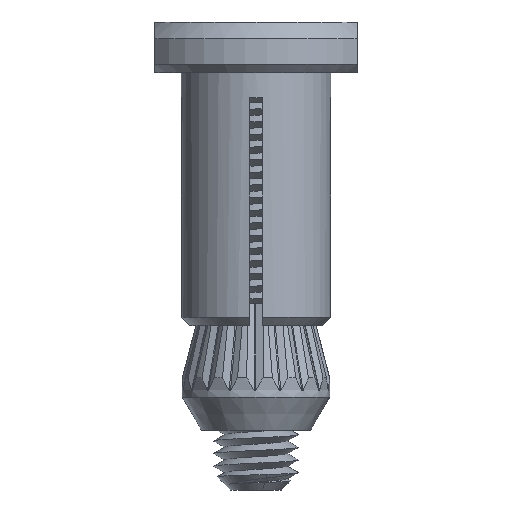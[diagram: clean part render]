
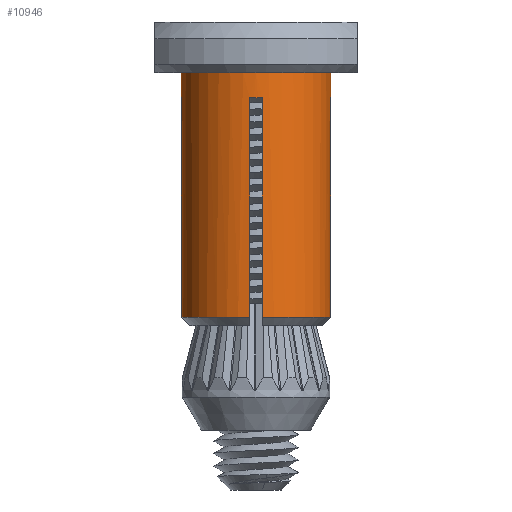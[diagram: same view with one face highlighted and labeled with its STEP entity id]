
A CAD part, front view. The second image highlights one B-rep face of the part: STEP entity #10946.
In plain terms, the highlighted cylindrical face has radius 8.875 mm (diameter 17.75 mm), a partial arc.
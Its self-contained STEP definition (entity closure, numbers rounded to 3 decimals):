
#2413 = VERTEX_POINT ( 'NONE', #6089 ) ;
#2473 = CYLINDRICAL_SURFACE ( 'NONE', #2474, 8.875 ) ;
#2474 = AXIS2_PLACEMENT_3D ( 'NONE', #2541, #2540, #2539 ) ;
#2475 = FACE_OUTER_BOUND ( 'NONE', #10947, .T. ) ;
#2476 = DIRECTION ( 'NONE',  ( 1., 0., 0. ) ) ;
#2477 = DIRECTION ( 'NONE',  ( 0., 0., 1. ) ) ;
#2478 = CARTESIAN_POINT ( 'NONE',  ( 0., 0., -6. ) ) ;
#2479 = AXIS2_PLACEMENT_3D ( 'NONE', #2478, #2477, #2476 ) ;
#2480 = CIRCLE ( 'NONE', #2479, 8.875 ) ;
#2510 = DIRECTION ( 'NONE',  ( 1., 0., 0. ) ) ;
#2511 = DIRECTION ( 'NONE',  ( 0., 0., 1. ) ) ;
#2512 = CARTESIAN_POINT ( 'NONE',  ( 0., 0., -9. ) ) ;
#2513 = AXIS2_PLACEMENT_3D ( 'NONE', #2512, #2511, #2510 ) ;
#2514 = CIRCLE ( 'NONE', #2513, 8.875 ) ;
#2515 = CARTESIAN_POINT ( 'NONE',  ( 0.75, -8.843, -9. ) ) ;
#2516 = CARTESIAN_POINT ( 'NONE',  ( -0.75, -8.843, -9. ) ) ;
#2517 = DIRECTION ( 'NONE',  ( 0., 0., 1. ) ) ;
#2518 = VECTOR ( 'NONE', #2517, 1000. ) ;
#2519 = CARTESIAN_POINT ( 'NONE',  ( -0.75, -8.843, 0. ) ) ;
#2520 = LINE ( 'NONE', #2519, #2518 ) ;
#2521 = DIRECTION ( 'NONE',  ( 1., 0., 0. ) ) ;
#2522 = DIRECTION ( 'NONE',  ( 0., 0., 1. ) ) ;
#2523 = CARTESIAN_POINT ( 'NONE',  ( 0., 0., -35. ) ) ;
#2525 = AXIS2_PLACEMENT_3D ( 'NONE', #2523, #2522, #2521 ) ;
#2526 = CIRCLE ( 'NONE', #2525, 8.875 ) ;
#2527 = CARTESIAN_POINT ( 'NONE',  ( -0.75, -8.843, -35. ) ) ;
#2528 = DIRECTION ( 'NONE',  ( 0., 0., -1. ) ) ;
#2529 = VECTOR ( 'NONE', #2528, 1000. ) ;
#2530 = CARTESIAN_POINT ( 'NONE',  ( -8.843, -0.75, 0. ) ) ;
#2531 = LINE ( 'NONE', #2530, #2529 ) ;
#2532 = CARTESIAN_POINT ( 'NONE',  ( -8.843, -0.75, -35. ) ) ;
#2534 = CARTESIAN_POINT ( 'NONE',  ( -8.843, -0.75, -9. ) ) ;
#2535 = DIRECTION ( 'NONE',  ( -1., 0., 0. ) ) ;
#2536 = DIRECTION ( 'NONE',  ( 0., 0., -1. ) ) ;
#2537 = CARTESIAN_POINT ( 'NONE',  ( 0., 0., -9. ) ) ;
#2538 = AXIS2_PLACEMENT_3D ( 'NONE', #2537, #2536, #2535 ) ;
#2539 = DIRECTION ( 'NONE',  ( 1., 0., 0. ) ) ;
#2540 = DIRECTION ( 'NONE',  ( 0., 0., 1. ) ) ;
#2541 = CARTESIAN_POINT ( 'NONE',  ( 0., 0., 0. ) ) ;
#2542 = CIRCLE ( 'NONE', #2538, 8.875 ) ;
#2568 = CARTESIAN_POINT ( 'NONE',  ( 8.843, -0.75, 0. ) ) ;
#2569 = LINE ( 'NONE', #2568, #2616 ) ;
#2615 = DIRECTION ( 'NONE',  ( 0., 0., 1. ) ) ;
#2616 = VECTOR ( 'NONE', #2615, 1000. ) ;
#6089 = CARTESIAN_POINT ( 'NONE',  ( 8.843, -0.75, -9. ) ) ;
#6637 = EDGE_CURVE ( 'NONE', #10965, #10809, #9505, .T. ) ;
#6640 = ORIENTED_EDGE ( 'NONE', *, *, #10808, .T. ) ;
#8034 = ORIENTED_EDGE ( 'NONE', *, *, #6637, .T. ) ;
#9480 = DIRECTION ( 'NONE',  ( 0., 0., -1. ) ) ;
#9481 = VECTOR ( 'NONE', #9480, 1000. ) ;
#9482 = CARTESIAN_POINT ( 'NONE',  ( 0.75, -8.843, 0. ) ) ;
#9505 = LINE ( 'NONE', #9482, #9481 ) ;
#10073 = DIRECTION ( 'NONE',  ( -1., 0., 0. ) ) ;
#10074 = DIRECTION ( 'NONE',  ( 0., 0., -1. ) ) ;
#10075 = CARTESIAN_POINT ( 'NONE',  ( 0., 0., -9. ) ) ;
#10076 = AXIS2_PLACEMENT_3D ( 'NONE', #10075, #10074, #10073 ) ;
#10077 = CIRCLE ( 'NONE', #10076, 8.875 ) ;
#10082 = LINE ( 'NONE', #10147, #10146 ) ;
#10083 = CARTESIAN_POINT ( 'NONE',  ( 8.875, 0., -6. ) ) ;
#10094 = CARTESIAN_POINT ( 'NONE',  ( -8.875, 0., -6. ) ) ;
#10095 = DIRECTION ( 'NONE',  ( 0., 0., 1. ) ) ;
#10096 = VECTOR ( 'NONE', #10095, 1000. ) ;
#10097 = CARTESIAN_POINT ( 'NONE',  ( -8.875, 0., 0. ) ) ;
#10098 = LINE ( 'NONE', #10097, #10096 ) ;
#10144 = CARTESIAN_POINT ( 'NONE',  ( 8.875, 0., -9. ) ) ;
#10145 = DIRECTION ( 'NONE',  ( 0., 0., 1. ) ) ;
#10146 = VECTOR ( 'NONE', #10145, 1000. ) ;
#10147 = CARTESIAN_POINT ( 'NONE',  ( 8.875, 0., 0. ) ) ;
#10178 = CARTESIAN_POINT ( 'NONE',  ( -8.875, 0., -9. ) ) ;
#10318 = CIRCLE ( 'NONE', #10370, 8.875 ) ;
#10319 = CARTESIAN_POINT ( 'NONE',  ( 0., 0., -35. ) ) ;
#10366 = CARTESIAN_POINT ( 'NONE',  ( 8.843, -0.75, -35. ) ) ;
#10367 = CARTESIAN_POINT ( 'NONE',  ( 0.75, -8.843, -35. ) ) ;
#10368 = DIRECTION ( 'NONE',  ( 1., 0., 0. ) ) ;
#10369 = DIRECTION ( 'NONE',  ( 0., 0., 1. ) ) ;
#10370 = AXIS2_PLACEMENT_3D ( 'NONE', #10319, #10369, #10368 ) ;
#10672 = EDGE_CURVE ( 'NONE', #10699, #2413, #10077, .T. ) ;
#10673 = ORIENTED_EDGE ( 'NONE', *, *, #10672, .F. ) ;
#10677 = ORIENTED_EDGE ( 'NONE', *, *, #10985, .T. ) ;
#10690 = EDGE_CURVE ( 'NONE', #10712, #10691, #10098, .T. ) ;
#10691 = VERTEX_POINT ( 'NONE', #10094 ) ;
#10696 = VERTEX_POINT ( 'NONE', #10083 ) ;
#10698 = EDGE_CURVE ( 'NONE', #10699, #10696, #10082, .T. ) ;
#10699 = VERTEX_POINT ( 'NONE', #10144 ) ;
#10712 = VERTEX_POINT ( 'NONE', #10178 ) ;
#10808 = EDGE_CURVE ( 'NONE', #10809, #10810, #10318, .T. ) ;
#10809 = VERTEX_POINT ( 'NONE', #10367 ) ;
#10810 = VERTEX_POINT ( 'NONE', #10366 ) ;
#10945 = EDGE_CURVE ( 'NONE', #10691, #10696, #2480, .T. ) ;
#10946 = ADVANCED_FACE ( 'NONE', ( #2475 ), #2473, .T. ) ;
#10947 = EDGE_LOOP ( 'NONE', ( #10948, #10949, #10952, #10956, #10959, #10963, #8034, #6640, #10677, #10673, #10989, #11005 ) ) ;
#10948 = ORIENTED_EDGE ( 'NONE', *, *, #10690, .F. ) ;
#10949 = ORIENTED_EDGE ( 'NONE', *, *, #10950, .F. ) ;
#10950 = EDGE_CURVE ( 'NONE', #10951, #10712, #2542, .T. ) ;
#10951 = VERTEX_POINT ( 'NONE', #2534 ) ;
#10952 = ORIENTED_EDGE ( 'NONE', *, *, #10955, .T. ) ;
#10953 = VERTEX_POINT ( 'NONE', #2532 ) ;
#10955 = EDGE_CURVE ( 'NONE', #10951, #10953, #2531, .T. ) ;
#10956 = ORIENTED_EDGE ( 'NONE', *, *, #10957, .T. ) ;
#10957 = EDGE_CURVE ( 'NONE', #10953, #10958, #2526, .T. ) ;
#10958 = VERTEX_POINT ( 'NONE', #2527 ) ;
#10959 = ORIENTED_EDGE ( 'NONE', *, *, #10961, .T. ) ;
#10961 = EDGE_CURVE ( 'NONE', #10958, #10962, #2520, .T. ) ;
#10962 = VERTEX_POINT ( 'NONE', #2516 ) ;
#10963 = ORIENTED_EDGE ( 'NONE', *, *, #10964, .T. ) ;
#10964 = EDGE_CURVE ( 'NONE', #10962, #10965, #2514, .T. ) ;
#10965 = VERTEX_POINT ( 'NONE', #2515 ) ;
#10985 = EDGE_CURVE ( 'NONE', #10810, #2413, #2569, .T. ) ;
#10989 = ORIENTED_EDGE ( 'NONE', *, *, #10698, .T. ) ;
#11005 = ORIENTED_EDGE ( 'NONE', *, *, #10945, .F. ) ;
